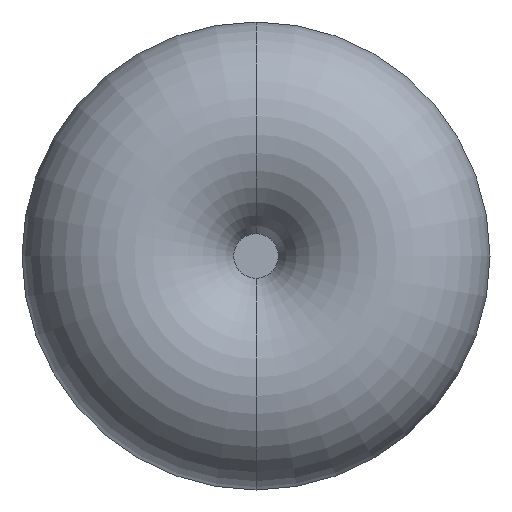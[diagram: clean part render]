
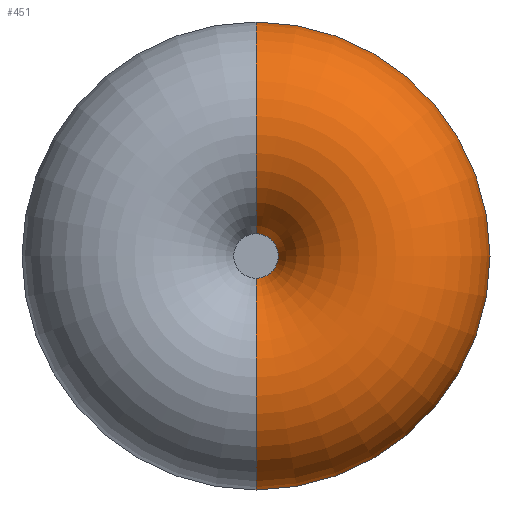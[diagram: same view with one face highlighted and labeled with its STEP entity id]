
A CAD part, front view. The second image highlights one B-rep face of the part: STEP entity #451.
In plain terms, the highlighted toroidal (fillet/blend) face has major radius 4 mm and minor radius 3.5 mm.
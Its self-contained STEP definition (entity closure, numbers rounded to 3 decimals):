
#19 = TOROIDAL_SURFACE ( 'NONE', #454, 4., 3.5 ) ;
#21 = VERTEX_POINT ( 'NONE', #372 ) ;
#38 = ORIENTED_EDGE ( 'NONE', *, *, #548, .F. ) ;
#58 = ORIENTED_EDGE ( 'NONE', *, *, #366, .T. ) ;
#61 = DIRECTION ( 'NONE',  ( 0., -1., 0. ) ) ;
#70 = CIRCLE ( 'NONE', #469, 3.5 ) ;
#108 = CARTESIAN_POINT ( 'NONE',  ( 0., 2.3, -0.712 ) ) ;
#119 = CARTESIAN_POINT ( 'NONE',  ( 0., 3.5, 0. ) ) ;
#121 = EDGE_CURVE ( 'NONE', #474, #516, #304, .T. ) ;
#132 = AXIS2_PLACEMENT_3D ( 'NONE', #356, #61, #406 ) ;
#140 = CARTESIAN_POINT ( 'NONE',  ( 0., 2.3, 0. ) ) ;
#142 = DIRECTION ( 'NONE',  ( 1., 0., 0. ) ) ;
#161 = AXIS2_PLACEMENT_3D ( 'NONE', #189, #533, #245 ) ;
#175 = ORIENTED_EDGE ( 'NONE', *, *, #121, .F. ) ;
#179 = CARTESIAN_POINT ( 'NONE',  ( 0., 5.949, 6.5 ) ) ;
#189 = CARTESIAN_POINT ( 'NONE',  ( 0., 3.5, 4. ) ) ;
#192 = DIRECTION ( 'NONE',  ( 0., -1., 0. ) ) ;
#199 = EDGE_CURVE ( 'NONE', #323, #21, #70, .T. ) ;
#245 = DIRECTION ( 'NONE',  ( 0., 0., 1. ) ) ;
#297 = ORIENTED_EDGE ( 'NONE', *, *, #199, .T. ) ;
#304 = CIRCLE ( 'NONE', #161, 3.5 ) ;
#314 = EDGE_LOOP ( 'NONE', ( #38, #297, #58, #175 ) ) ;
#319 = CIRCLE ( 'NONE', #132, 6.5 ) ;
#323 = VERTEX_POINT ( 'NONE', #108 ) ;
#343 = DIRECTION ( 'NONE',  ( 0., 0., -1. ) ) ;
#356 = CARTESIAN_POINT ( 'NONE',  ( 0., 5.949, 0. ) ) ;
#366 = EDGE_CURVE ( 'NONE', #21, #516, #319, .T. ) ;
#372 = CARTESIAN_POINT ( 'NONE',  ( 0., 5.949, -6.5 ) ) ;
#385 = AXIS2_PLACEMENT_3D ( 'NONE', #140, #192, #550 ) ;
#406 = DIRECTION ( 'NONE',  ( 0., 0., 1. ) ) ;
#413 = CARTESIAN_POINT ( 'NONE',  ( 0., 2.3, 0.712 ) ) ;
#429 = DIRECTION ( 'NONE',  ( 0., 0., 1. ) ) ;
#435 = CARTESIAN_POINT ( 'NONE',  ( 0., 3.5, -4. ) ) ;
#451 = ADVANCED_FACE ( 'NONE', ( #615 ), #19, .T. ) ;
#454 = AXIS2_PLACEMENT_3D ( 'NONE', #119, #459, #429 ) ;
#459 = DIRECTION ( 'NONE',  ( 0., 1., 0. ) ) ;
#469 = AXIS2_PLACEMENT_3D ( 'NONE', #435, #142, #343 ) ;
#474 = VERTEX_POINT ( 'NONE', #413 ) ;
#516 = VERTEX_POINT ( 'NONE', #179 ) ;
#533 = DIRECTION ( 'NONE',  ( -1., 0., 0. ) ) ;
#548 = EDGE_CURVE ( 'NONE', #323, #474, #567, .T. ) ;
#550 = DIRECTION ( 'NONE',  ( 0., 0., 1. ) ) ;
#567 = CIRCLE ( 'NONE', #385, 0.712 ) ;
#615 = FACE_OUTER_BOUND ( 'NONE', #314, .T. ) ;
